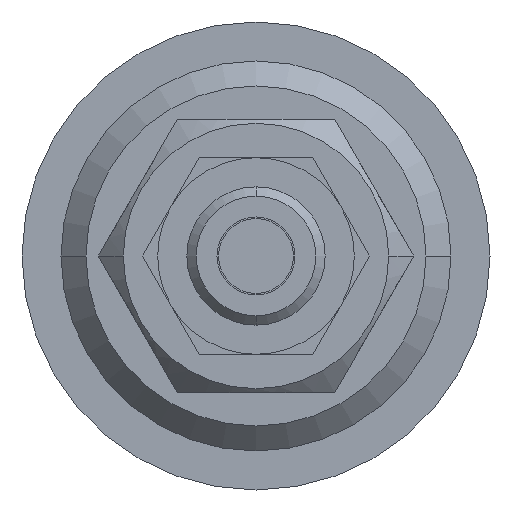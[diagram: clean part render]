
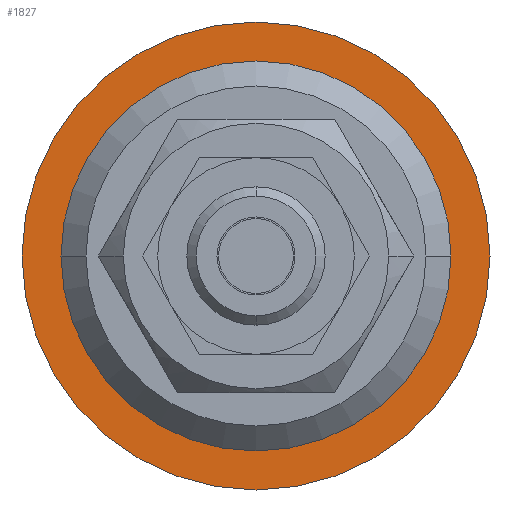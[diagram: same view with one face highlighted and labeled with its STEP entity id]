
A CAD part, front view. The second image highlights one B-rep face of the part: STEP entity #1827.
In plain terms, the highlighted planar face has unit normal (0, -1, 0).
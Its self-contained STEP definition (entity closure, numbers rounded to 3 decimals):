
#598=CARTESIAN_POINT('',(0.,67.412,0.));
#599=DIRECTION('',(0.,1.,0.));
#600=DIRECTION('',(1.,0.,0.));
#601=AXIS2_PLACEMENT_3D('',#598,#599,#600);
#603=CARTESIAN_POINT('',(0.,67.412,0.));
#604=DIRECTION('',(0.,-1.,0.));
#605=DIRECTION('',(1.,0.,0.));
#606=AXIS2_PLACEMENT_3D('',#603,#604,#605);
#608=CARTESIAN_POINT('',(0.,67.412,0.));
#609=DIRECTION('',(0.,-1.,0.));
#610=DIRECTION('',(1.,0.,0.));
#611=AXIS2_PLACEMENT_3D('',#608,#609,#610);
#621=CARTESIAN_POINT('',(0.,67.412,0.));
#622=DIRECTION('',(0.,1.,0.));
#623=DIRECTION('',(1.,0.,0.));
#624=AXIS2_PLACEMENT_3D('',#621,#622,#623);
#966=CARTESIAN_POINT('',(19.05,67.412,0.));
#968=VERTEX_POINT('',#966);
#978=CARTESIAN_POINT('',(-19.05,67.412,0.));
#980=VERTEX_POINT('',#978);
#990=CARTESIAN_POINT('',(13.716,67.412,0.));
#991=CARTESIAN_POINT('',(-13.716,67.412,0.));
#992=VERTEX_POINT('',#990);
#993=VERTEX_POINT('',#991);
#1812=CARTESIAN_POINT('',(0.,67.412,0.));
#1813=DIRECTION('',(0.,-1.,0.));
#1814=DIRECTION('',(-1.,0.,0.));
#1815=AXIS2_PLACEMENT_3D('',#1812,#1813,#1814);
#1816=PLANE('',#1815);
#1818=ORIENTED_EDGE('',*,*,#1817,.F.);
#1820=ORIENTED_EDGE('',*,*,#1819,.T.);
#1821=EDGE_LOOP('',(#1818,#1820));
#1822=FACE_OUTER_BOUND('',#1821,.F.);
#1823=ORIENTED_EDGE('',*,*,#1799,.F.);
#1824=ORIENTED_EDGE('',*,*,#1778,.T.);
#1825=EDGE_LOOP('',(#1823,#1824));
#1826=FACE_BOUND('',#1825,.F.);
#1827=ADVANCED_FACE('',(#1822,#1826),#1816,.T.);
#602=CIRCLE('',#601,13.716);
#607=CIRCLE('',#606,13.716);
#612=CIRCLE('',#611,19.05);
#625=CIRCLE('',#624,19.05);
#1778=EDGE_CURVE('',#992,#993,#607,.T.);
#1799=EDGE_CURVE('',#992,#993,#602,.T.);
#1817=EDGE_CURVE('',#968,#980,#612,.T.);
#1819=EDGE_CURVE('',#968,#980,#625,.T.);
